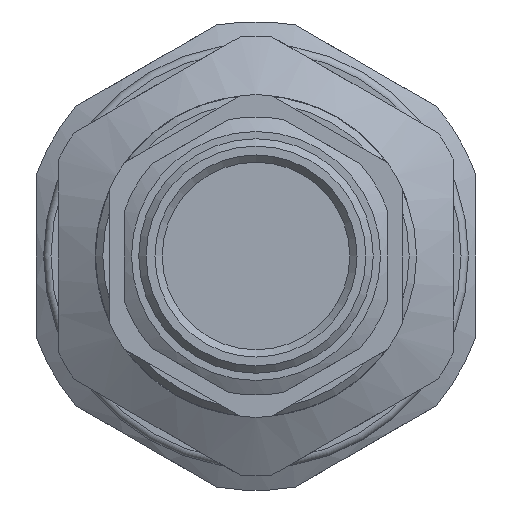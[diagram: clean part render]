
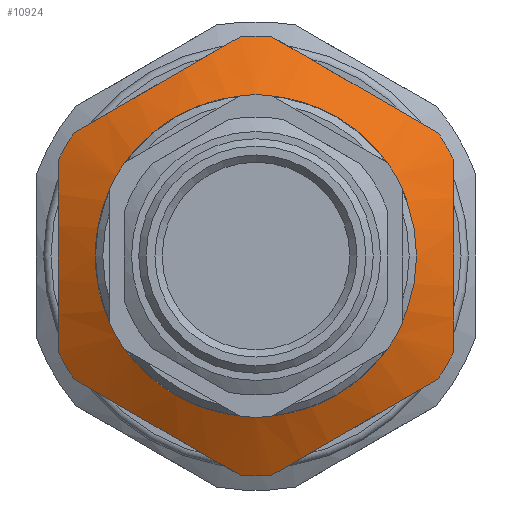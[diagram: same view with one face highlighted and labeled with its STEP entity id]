
A CAD part, left-side view. The second image highlights one B-rep face of the part: STEP entity #10924.
In plain terms, the highlighted conical face has half-angle 60 degrees and reference radius 12.98 mm.
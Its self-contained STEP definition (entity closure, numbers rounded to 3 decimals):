
#26=(
BOUNDED_CURVE()
B_SPLINE_CURVE(2,(#24749,#24750,#24751),.UNSPECIFIED.,.F.,.F.)
B_SPLINE_CURVE_WITH_KNOTS((3,3),(0.,1.319),.UNSPECIFIED.)
CURVE()
GEOMETRIC_REPRESENTATION_ITEM()
RATIONAL_B_SPLINE_CURVE((1.,1.111,1.))
REPRESENTATION_ITEM('')
);
#28=(
BOUNDED_CURVE()
B_SPLINE_CURVE(2,(#24762,#24763,#24764),.UNSPECIFIED.,.F.,.F.)
B_SPLINE_CURVE_WITH_KNOTS((3,3),(0.,1.319),.UNSPECIFIED.)
CURVE()
GEOMETRIC_REPRESENTATION_ITEM()
RATIONAL_B_SPLINE_CURVE((1.,1.111,1.))
REPRESENTATION_ITEM('')
);
#30=(
BOUNDED_CURVE()
B_SPLINE_CURVE(2,(#24775,#24776,#24777),.UNSPECIFIED.,.F.,.F.)
B_SPLINE_CURVE_WITH_KNOTS((3,3),(0.,1.319),.UNSPECIFIED.)
CURVE()
GEOMETRIC_REPRESENTATION_ITEM()
RATIONAL_B_SPLINE_CURVE((1.,1.111,1.))
REPRESENTATION_ITEM('')
);
#32=(
BOUNDED_CURVE()
B_SPLINE_CURVE(2,(#24788,#24789,#24790),.UNSPECIFIED.,.F.,.F.)
B_SPLINE_CURVE_WITH_KNOTS((3,3),(0.,1.319),.UNSPECIFIED.)
CURVE()
GEOMETRIC_REPRESENTATION_ITEM()
RATIONAL_B_SPLINE_CURVE((1.,1.111,1.))
REPRESENTATION_ITEM('')
);
#34=(
BOUNDED_CURVE()
B_SPLINE_CURVE(2,(#24801,#24802,#24803),.UNSPECIFIED.,.F.,.F.)
B_SPLINE_CURVE_WITH_KNOTS((3,3),(0.,1.319),.UNSPECIFIED.)
CURVE()
GEOMETRIC_REPRESENTATION_ITEM()
RATIONAL_B_SPLINE_CURVE((1.,1.111,1.))
REPRESENTATION_ITEM('')
);
#36=(
BOUNDED_CURVE()
B_SPLINE_CURVE(2,(#24814,#24815,#24816),.UNSPECIFIED.,.F.,.F.)
B_SPLINE_CURVE_WITH_KNOTS((3,3),(0.,1.319),.UNSPECIFIED.)
CURVE()
GEOMETRIC_REPRESENTATION_ITEM()
RATIONAL_B_SPLINE_CURVE((1.,1.111,1.))
REPRESENTATION_ITEM('')
);
#72=CONICAL_SURFACE('',#11510,12.98,1.047);
#1146=FACE_OUTER_BOUND('',#1785,.T.);
#1785=EDGE_LOOP('',(#9428,#9429,#9430,#9431,#9432,#9433,#9434,#9435,#9436,
#9437,#9438,#9439,#9440,#9441,#9442,#9443,#9444));
#2995=LINE('',#24852,#3633);
#3633=VECTOR('',#13255,12.98);
#3676=CIRCLE('',#10999,10.96);
#3677=CIRCLE('',#11000,10.96);
#3925=CIRCLE('',#11500,15.);
#3926=CIRCLE('',#11501,15.);
#3927=CIRCLE('',#11503,15.);
#3928=CIRCLE('',#11505,15.);
#3929=CIRCLE('',#11507,15.);
#3930=CIRCLE('',#11509,15.);
#3931=CIRCLE('',#11511,15.);
#3997=VERTEX_POINT('',#13536);
#3998=VERTEX_POINT('',#13537);
#4927=VERTEX_POINT('',#24747);
#4928=VERTEX_POINT('',#24748);
#4931=VERTEX_POINT('',#24760);
#4932=VERTEX_POINT('',#24761);
#4935=VERTEX_POINT('',#24773);
#4936=VERTEX_POINT('',#24774);
#4939=VERTEX_POINT('',#24786);
#4940=VERTEX_POINT('',#24787);
#4943=VERTEX_POINT('',#24799);
#4944=VERTEX_POINT('',#24800);
#4947=VERTEX_POINT('',#24812);
#4948=VERTEX_POINT('',#24813);
#4954=VERTEX_POINT('',#24839);
#5042=EDGE_CURVE('',#3997,#3998,#3676,.T.);
#5043=EDGE_CURVE('',#3998,#3997,#3677,.T.);
#6430=EDGE_CURVE('',#4927,#4928,#26,.T.);
#6434=EDGE_CURVE('',#4931,#4932,#28,.T.);
#6438=EDGE_CURVE('',#4935,#4936,#30,.T.);
#6442=EDGE_CURVE('',#4939,#4940,#32,.T.);
#6446=EDGE_CURVE('',#4943,#4944,#34,.T.);
#6450=EDGE_CURVE('',#4947,#4948,#36,.T.);
#6464=EDGE_CURVE('',#4927,#4954,#3925,.T.);
#6465=EDGE_CURVE('',#4954,#4948,#3926,.T.);
#6466=EDGE_CURVE('',#4947,#4944,#3927,.T.);
#6467=EDGE_CURVE('',#4943,#4940,#3928,.T.);
#6468=EDGE_CURVE('',#4939,#4936,#3929,.T.);
#6469=EDGE_CURVE('',#4935,#4932,#3930,.T.);
#6470=EDGE_CURVE('',#4931,#4928,#3931,.T.);
#6471=EDGE_CURVE('',#4954,#3998,#2995,.T.);
#9428=ORIENTED_EDGE('',*,*,#6430,.T.);
#9429=ORIENTED_EDGE('',*,*,#6470,.F.);
#9430=ORIENTED_EDGE('',*,*,#6434,.T.);
#9431=ORIENTED_EDGE('',*,*,#6469,.F.);
#9432=ORIENTED_EDGE('',*,*,#6438,.T.);
#9433=ORIENTED_EDGE('',*,*,#6468,.F.);
#9434=ORIENTED_EDGE('',*,*,#6442,.T.);
#9435=ORIENTED_EDGE('',*,*,#6467,.F.);
#9436=ORIENTED_EDGE('',*,*,#6446,.T.);
#9437=ORIENTED_EDGE('',*,*,#6466,.F.);
#9438=ORIENTED_EDGE('',*,*,#6450,.T.);
#9439=ORIENTED_EDGE('',*,*,#6465,.F.);
#9440=ORIENTED_EDGE('',*,*,#6471,.T.);
#9441=ORIENTED_EDGE('',*,*,#5043,.T.);
#9442=ORIENTED_EDGE('',*,*,#5042,.T.);
#9443=ORIENTED_EDGE('',*,*,#6471,.F.);
#9444=ORIENTED_EDGE('',*,*,#6464,.F.);
#10924=ADVANCED_FACE('',(#1146),#72,.T.);
#10999=AXIS2_PLACEMENT_3D('',#13538,#11634,#11635);
#11000=AXIS2_PLACEMENT_3D('',#13539,#11636,#11637);
#11500=AXIS2_PLACEMENT_3D('',#24840,#13231,#13232);
#11501=AXIS2_PLACEMENT_3D('',#24841,#13233,#13234);
#11503=AXIS2_PLACEMENT_3D('',#24843,#13237,#13238);
#11505=AXIS2_PLACEMENT_3D('',#24845,#13241,#13242);
#11507=AXIS2_PLACEMENT_3D('',#24847,#13245,#13246);
#11509=AXIS2_PLACEMENT_3D('',#24849,#13249,#13250);
#11510=AXIS2_PLACEMENT_3D('',#24850,#13251,#13252);
#11511=AXIS2_PLACEMENT_3D('',#24851,#13253,#13254);
#11634=DIRECTION('center_axis',(1.,0.,0.));
#11635=DIRECTION('ref_axis',(0.,-0.5,-0.866));
#11636=DIRECTION('center_axis',(1.,0.,0.));
#11637=DIRECTION('ref_axis',(0.,-0.5,-0.866));
#13231=DIRECTION('center_axis',(1.,0.,0.));
#13232=DIRECTION('ref_axis',(0.,-0.5,-0.866));
#13233=DIRECTION('center_axis',(1.,0.,0.));
#13234=DIRECTION('ref_axis',(0.,-0.5,-0.866));
#13237=DIRECTION('center_axis',(1.,0.,0.));
#13238=DIRECTION('ref_axis',(0.,-0.5,-0.866));
#13241=DIRECTION('center_axis',(1.,0.,0.));
#13242=DIRECTION('ref_axis',(0.,-0.5,-0.866));
#13245=DIRECTION('center_axis',(1.,0.,0.));
#13246=DIRECTION('ref_axis',(0.,-0.5,-0.866));
#13249=DIRECTION('center_axis',(1.,0.,0.));
#13250=DIRECTION('ref_axis',(0.,-0.5,-0.866));
#13251=DIRECTION('center_axis',(1.,0.,0.));
#13252=DIRECTION('ref_axis',(0.,0.866,-0.5));
#13253=DIRECTION('center_axis',(1.,0.,0.));
#13254=DIRECTION('ref_axis',(0.,-0.5,-0.866));
#13255=DIRECTION('',(-0.5,0.75,-0.433));
#13536=CARTESIAN_POINT('',(12.775,11.77,-5.48));
#13537=CARTESIAN_POINT('',(12.775,-7.213,5.48));
#13538=CARTESIAN_POINT('Origin',(12.775,2.278,0.));
#13539=CARTESIAN_POINT('Origin',(12.775,2.278,0.));
#24747=CARTESIAN_POINT('',(15.107,-10.134,8.422));
#24748=CARTESIAN_POINT('',(15.107,1.191,14.961));
#24749=CARTESIAN_POINT('Ctrl Pts',(15.107,-10.134,8.422));
#24750=CARTESIAN_POINT('Ctrl Pts',(13.462,-4.472,11.691));
#24751=CARTESIAN_POINT('Ctrl Pts',(15.107,1.191,14.961));
#24760=CARTESIAN_POINT('',(15.107,3.366,14.961));
#24761=CARTESIAN_POINT('',(15.107,14.691,8.422));
#24762=CARTESIAN_POINT('Ctrl Pts',(15.107,3.366,14.961));
#24763=CARTESIAN_POINT('Ctrl Pts',(13.462,9.028,11.691));
#24764=CARTESIAN_POINT('Ctrl Pts',(15.107,14.691,8.422));
#24773=CARTESIAN_POINT('',(15.107,15.778,6.538));
#24774=CARTESIAN_POINT('',(15.107,15.778,-6.538));
#24775=CARTESIAN_POINT('Ctrl Pts',(15.107,15.778,6.538));
#24776=CARTESIAN_POINT('Ctrl Pts',(13.462,15.778,0.));
#24777=CARTESIAN_POINT('Ctrl Pts',(15.107,15.778,-6.538));
#24786=CARTESIAN_POINT('',(15.107,14.691,-8.422));
#24787=CARTESIAN_POINT('',(15.107,3.366,-14.961));
#24788=CARTESIAN_POINT('Ctrl Pts',(15.107,14.691,-8.422));
#24789=CARTESIAN_POINT('Ctrl Pts',(13.462,9.028,-11.691));
#24790=CARTESIAN_POINT('Ctrl Pts',(15.107,3.366,-14.961));
#24799=CARTESIAN_POINT('',(15.107,1.191,-14.961));
#24800=CARTESIAN_POINT('',(15.107,-10.134,-8.422));
#24801=CARTESIAN_POINT('Ctrl Pts',(15.107,1.191,-14.961));
#24802=CARTESIAN_POINT('Ctrl Pts',(13.462,-4.472,-11.691));
#24803=CARTESIAN_POINT('Ctrl Pts',(15.107,-10.134,-8.422));
#24812=CARTESIAN_POINT('',(15.107,-11.222,-6.538));
#24813=CARTESIAN_POINT('',(15.107,-11.222,6.538));
#24814=CARTESIAN_POINT('Ctrl Pts',(15.107,-11.222,-6.538));
#24815=CARTESIAN_POINT('Ctrl Pts',(13.462,-11.222,0.));
#24816=CARTESIAN_POINT('Ctrl Pts',(15.107,-11.222,6.538));
#24839=CARTESIAN_POINT('',(15.107,-10.712,7.5));
#24840=CARTESIAN_POINT('Origin',(15.107,2.278,0.));
#24841=CARTESIAN_POINT('Origin',(15.107,2.278,0.));
#24843=CARTESIAN_POINT('Origin',(15.107,2.278,0.));
#24845=CARTESIAN_POINT('Origin',(15.107,2.278,0.));
#24847=CARTESIAN_POINT('Origin',(15.107,2.278,0.));
#24849=CARTESIAN_POINT('Origin',(15.107,2.278,0.));
#24850=CARTESIAN_POINT('Origin',(13.941,2.278,0.));
#24851=CARTESIAN_POINT('Origin',(15.107,2.278,0.));
#24852=CARTESIAN_POINT('',(13.941,-8.963,6.49));
